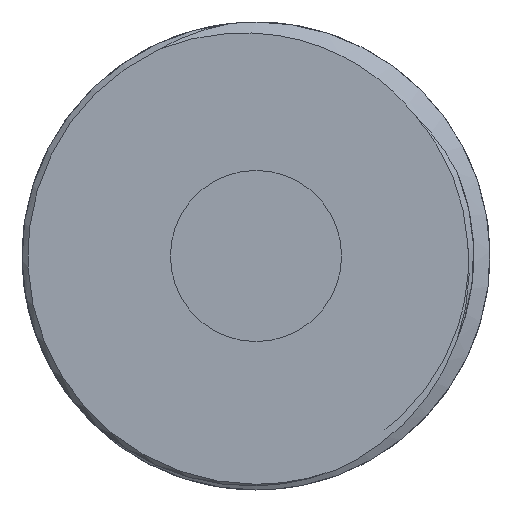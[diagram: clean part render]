
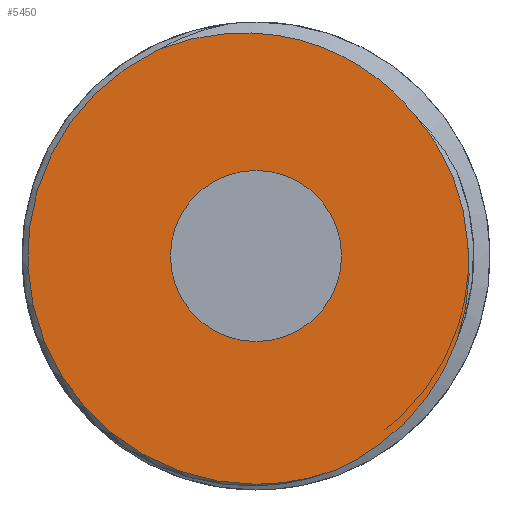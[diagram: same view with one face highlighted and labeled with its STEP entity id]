
A CAD part, left-side view. The second image highlights one B-rep face of the part: STEP entity #5450.
In plain terms, the highlighted planar face has unit normal (-1, 0, 0).
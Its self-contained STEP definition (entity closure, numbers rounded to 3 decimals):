
#151 = CARTESIAN_POINT ( 'NONE',  ( 4., 0., -1.5 ) ) ;
#223 = CARTESIAN_POINT ( 'NONE',  ( 4., -3.667, 0.639 ) ) ;
#431 = CARTESIAN_POINT ( 'NONE',  ( 4., 0.073, 3.929 ) ) ;
#439 = CARTESIAN_POINT ( 'NONE',  ( 4., -3.723, -0.591 ) ) ;
#462 = CARTESIAN_POINT ( 'NONE',  ( 4., -1.369, -3.758 ) ) ;
#463 = VERTEX_POINT ( 'NONE', #5081 ) ;
#540 = CARTESIAN_POINT ( 'NONE',  ( 4., -2.22, 3.068 ) ) ;
#952 = CARTESIAN_POINT ( 'NONE',  ( 4., -2.978, -2.504 ) ) ;
#1155 = CARTESIAN_POINT ( 'NONE',  ( 4., -1.14, 3.688 ) ) ;
#1159 = AXIS2_PLACEMENT_3D ( 'NONE', #3942, #7387, #5682 ) ;
#1436 = PLANE ( 'NONE',  #2292 ) ;
#1469 = ORIENTED_EDGE ( 'NONE', *, *, #2347, .F. ) ;
#1536 = DIRECTION ( 'NONE',  ( -1., 0., 0. ) ) ;
#1583 = CARTESIAN_POINT ( 'NONE',  ( 4., 1.689, 3.626 ) ) ;
#1589 = CARTESIAN_POINT ( 'NONE',  ( 4., -3.697, -0.798 ) ) ;
#1606 = DIRECTION ( 'NONE',  ( 0., 0., 1. ) ) ;
#1609 = B_SPLINE_CURVE_WITH_KNOTS ( 'NONE', 3,
 ( #1583, #5608, #2166, #431, #7393, #1155, #1767, #540, #1740, #3948 ),
 .UNSPECIFIED., .F., .F.,
 ( 4, 2, 2, 2, 4 ),
 ( 0.004, 0.005, 0.006, 0.008, 0.009 ),
 .UNSPECIFIED. ) ;
#1644 = CARTESIAN_POINT ( 'NONE',  ( 4., -2.713, -2.82 ) ) ;
#1740 = CARTESIAN_POINT ( 'NONE',  ( 4., -2.532, 2.785 ) ) ;
#1767 = CARTESIAN_POINT ( 'NONE',  ( 4., -1.528, 3.518 ) ) ;
#1985 = CARTESIAN_POINT ( 'NONE',  ( 4., -3.046, 2.141 ) ) ;
#2056 = VERTEX_POINT ( 'NONE', #5913 ) ;
#2166 = CARTESIAN_POINT ( 'NONE',  ( 4., 0.903, 3.871 ) ) ;
#2233 = DIRECTION ( 'NONE',  ( -1., 0., 0. ) ) ;
#2292 = AXIS2_PLACEMENT_3D ( 'NONE', #3153, #3708, #7104 ) ;
#2301 = ORIENTED_EDGE ( 'NONE', *, *, #3451, .T. ) ;
#2347 = EDGE_CURVE ( 'NONE', #4351, #5708, #2903, .T. ) ;
#2381 = ORIENTED_EDGE ( 'NONE', *, *, #6818, .T. ) ;
#2420 = CARTESIAN_POINT ( 'NONE',  ( 4., 0., -4. ) ) ;
#2452 = DIRECTION ( 'NONE',  ( -1., 0., 0. ) ) ;
#2538 = FACE_OUTER_BOUND ( 'NONE', #7314, .T. ) ;
#2547 = CARTESIAN_POINT ( 'NONE',  ( 4., -3.697, 0.437 ) ) ;
#2613 = CARTESIAN_POINT ( 'NONE',  ( 4., -3.576, 1.035 ) ) ;
#2651 = AXIS2_PLACEMENT_3D ( 'NONE', #3286, #2233, #3261 ) ;
#2660 = CARTESIAN_POINT ( 'NONE',  ( 4., -3.26, 1.797 ) ) ;
#2735 = CARTESIAN_POINT ( 'NONE',  ( 4., -3.099, -2.333 ) ) ;
#2760 = CARTESIAN_POINT ( 'NONE',  ( 4., -3.4, -1.792 ) ) ;
#2784 = CARTESIAN_POINT ( 'NONE',  ( 4., -3.742, -0.178 ) ) ;
#2903 = CIRCLE ( 'NONE', #2651, 1.5 ) ;
#2918 = AXIS2_PLACEMENT_3D ( 'NONE', #4190, #2452, #5396 ) ;
#3153 = CARTESIAN_POINT ( 'NONE',  ( 4., 1.5, 0. ) ) ;
#3163 = VERTEX_POINT ( 'NONE', #4059 ) ;
#3176 = CIRCLE ( 'NONE', #2918, 4. ) ;
#3188 = CARTESIAN_POINT ( 'NONE',  ( 4., -3.735, 0.028 ) ) ;
#3261 = DIRECTION ( 'NONE',  ( 0., 0., 1. ) ) ;
#3286 = CARTESIAN_POINT ( 'NONE',  ( 4., 0., 0. ) ) ;
#3310 = ORIENTED_EDGE ( 'NONE', *, *, #3970, .F. ) ;
#3359 = CARTESIAN_POINT ( 'NONE',  ( 4., -1.74, -3.582 ) ) ;
#3451 = EDGE_CURVE ( 'NONE', #6059, #4678, #5031, .T. ) ;
#3700 = EDGE_CURVE ( 'NONE', #5708, #4351, #4504, .T. ) ;
#3708 = DIRECTION ( 'NONE',  ( 1., 0., 0. ) ) ;
#3744 = CARTESIAN_POINT ( 'NONE',  ( 4., -3.512, 1.234 ) ) ;
#3836 = CARTESIAN_POINT ( 'NONE',  ( 4., -2.258, -3.237 ) ) ;
#3878 = B_SPLINE_CURVE_WITH_KNOTS ( 'NONE', 3,
 ( #4927, #3188, #2784, #439, #1589, #7352, #6727, #2760, #6776, #2735, #952, #1644, #7277, #3836, #6803, #3359, #5616, #7375 ),
 .UNSPECIFIED., .F., .F.,
 ( 4, 2, 2, 2, 2, 2, 2, 2, 4 ),
 ( -0.002, -0.001, 0., 0., 0.001, 0.001, 0.002, 0.003, 0.003 ),
 .UNSPECIFIED. ) ;
#3942 = CARTESIAN_POINT ( 'NONE',  ( 4., 0., 0. ) ) ;
#3948 = CARTESIAN_POINT ( 'NONE',  ( 4., -2.789, 2.457 ) ) ;
#3970 = EDGE_CURVE ( 'NONE', #3163, #2056, #1609, .T. ) ;
#4005 = AXIS2_PLACEMENT_3D ( 'NONE', #5039, #1536, #1606 ) ;
#4059 = CARTESIAN_POINT ( 'NONE',  ( 4., 1.689, 3.626 ) ) ;
#4088 = EDGE_LOOP ( 'NONE', ( #1469, #6824 ) ) ;
#4121 = ORIENTED_EDGE ( 'NONE', *, *, #4608, .F. ) ;
#4190 = CARTESIAN_POINT ( 'NONE',  ( 4., 0., 0. ) ) ;
#4233 = FACE_BOUND ( 'NONE', #4088, .T. ) ;
#4351 = VERTEX_POINT ( 'NONE', #7010 ) ;
#4504 = CIRCLE ( 'NONE', #4005, 1.5 ) ;
#4608 = EDGE_CURVE ( 'NONE', #463, #4678, #3878, .T. ) ;
#4678 = VERTEX_POINT ( 'NONE', #462 ) ;
#4764 = CARTESIAN_POINT ( 'NONE',  ( 4., -3.71, 0.235 ) ) ;
#4834 = CARTESIAN_POINT ( 'NONE',  ( 4., -2.924, 2.304 ) ) ;
#4856 = CARTESIAN_POINT ( 'NONE',  ( 4., -2.789, 2.457 ) ) ;
#4927 = CARTESIAN_POINT ( 'NONE',  ( 4., -3.71, 0.235 ) ) ;
#5031 = CIRCLE ( 'NONE', #1159, 4. ) ;
#5039 = CARTESIAN_POINT ( 'NONE',  ( 4., 0., 0. ) ) ;
#5081 = CARTESIAN_POINT ( 'NONE',  ( 4., -3.71, 0.235 ) ) ;
#5095 = ORIENTED_EDGE ( 'NONE', *, *, #6538, .T. ) ;
#5396 = DIRECTION ( 'NONE',  ( 0., 0., -1. ) ) ;
#5450 = ADVANCED_FACE ( 'NONE', ( #4233, #2538 ), #1436, .F. ) ;
#5608 = CARTESIAN_POINT ( 'NONE',  ( 4., 1.304, 3.78 ) ) ;
#5616 = CARTESIAN_POINT ( 'NONE',  ( 4., -1.558, -3.677 ) ) ;
#5682 = DIRECTION ( 'NONE',  ( 0., 0., -1. ) ) ;
#5708 = VERTEX_POINT ( 'NONE', #151 ) ;
#5913 = CARTESIAN_POINT ( 'NONE',  ( 4., -2.789, 2.457 ) ) ;
#6059 = VERTEX_POINT ( 'NONE', #2420 ) ;
#6538 = EDGE_CURVE ( 'NONE', #3163, #6059, #3176, .T. ) ;
#6727 = CARTESIAN_POINT ( 'NONE',  ( 4., -3.551, -1.405 ) ) ;
#6771 = B_SPLINE_CURVE_WITH_KNOTS ( 'NONE', 3,
 ( #4764, #2547, #223, #2613, #3744, #7211, #2660, #1985, #4834, #4856 ),
 .UNSPECIFIED., .F., .F.,
 ( 4, 2, 2, 2, 4 ),
 ( 0., 0.25, 0.5, 0.75, 1. ),
 .UNSPECIFIED. ) ;
#6776 = CARTESIAN_POINT ( 'NONE',  ( 4., -3.31, -1.977 ) ) ;
#6803 = CARTESIAN_POINT ( 'NONE',  ( 4., -2.09, -3.362 ) ) ;
#6818 = EDGE_CURVE ( 'NONE', #463, #2056, #6771, .T. ) ;
#6824 = ORIENTED_EDGE ( 'NONE', *, *, #3700, .F. ) ;
#7010 = CARTESIAN_POINT ( 'NONE',  ( 4., 0., 1.5 ) ) ;
#7104 = DIRECTION ( 'NONE',  ( 0., 0., -1. ) ) ;
#7211 = CARTESIAN_POINT ( 'NONE',  ( 4., -3.356, 1.611 ) ) ;
#7277 = CARTESIAN_POINT ( 'NONE',  ( 4., -2.569, -2.966 ) ) ;
#7314 = EDGE_LOOP ( 'NONE', ( #4121, #2381, #3310, #5095, #2301 ) ) ;
#7352 = CARTESIAN_POINT ( 'NONE',  ( 4., -3.611, -1.205 ) ) ;
#7375 = CARTESIAN_POINT ( 'NONE',  ( 4., -1.369, -3.758 ) ) ;
#7387 = DIRECTION ( 'NONE',  ( -1., 0., 0. ) ) ;
#7393 = CARTESIAN_POINT ( 'NONE',  ( 4., -0.337, 3.893 ) ) ;
